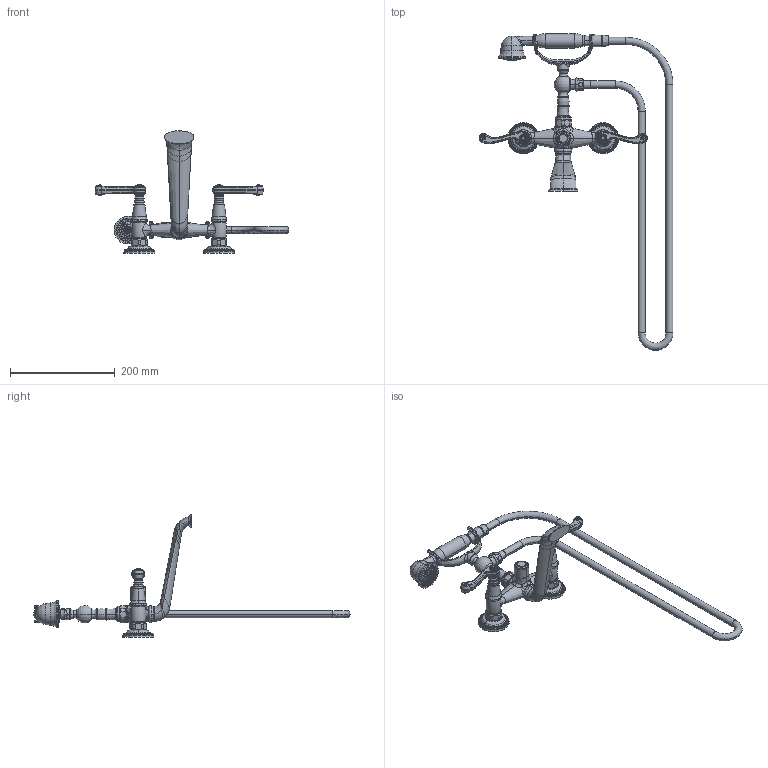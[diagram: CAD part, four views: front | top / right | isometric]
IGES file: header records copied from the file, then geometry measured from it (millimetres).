
Start section:  PTC IGES file: 1020-4283.igs
Global section: file name: 1020-4283.igs; native system: Creo Parametric by PTC Inc.; preprocessor: 2018400; author: jinson.thomas; organization: Unknown; date: 20210114.153615; units: inch
Bounding box: 371.29 x 606.04 x 234.52 mm (x, y, z)
Volume: 830251 mm3; surface area: 174341.1 mm2
Topology: 1 solids, 1 shells, 1733 faces, 4266 edges, 2705 vertices
Faces by surface type: revolution 1017, bspline 526, extrusion 190
